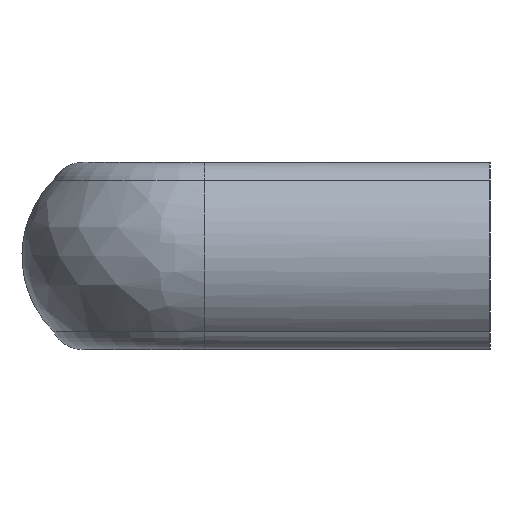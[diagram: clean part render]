
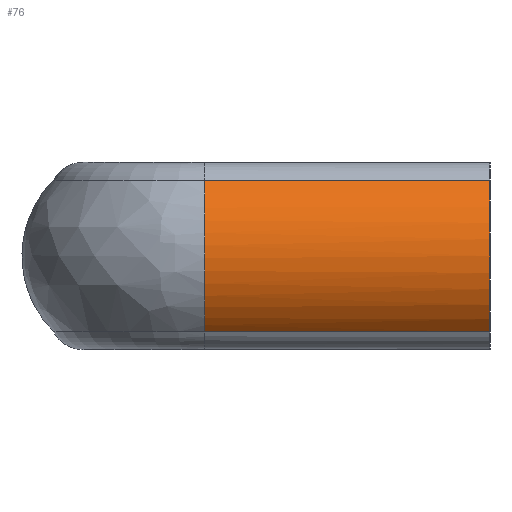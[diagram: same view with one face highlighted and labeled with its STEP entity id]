
A CAD part, left-side view. The second image highlights one B-rep face of the part: STEP entity #76.
In plain terms, the highlighted cylindrical face has radius 11.396 mm (diameter 22.793 mm), a partial arc.
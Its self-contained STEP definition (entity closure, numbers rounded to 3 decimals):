
#76 = ADVANCED_FACE( '', ( #163 ), #164, .T. );
#163 = FACE_OUTER_BOUND( '', #262, .T. );
#164 = CYLINDRICAL_SURFACE( '', #263, 11.396 );
#262 = EDGE_LOOP( '', ( #453, #454, #455, #456 ) );
#263 = AXIS2_PLACEMENT_3D( '', #457, #458, #459 );
#453 = ORIENTED_EDGE( '', *, *, #614, .T. );
#454 = ORIENTED_EDGE( '', *, *, #615, .F. );
#455 = ORIENTED_EDGE( '', *, *, #616, .F. );
#456 = ORIENTED_EDGE( '', *, *, #575, .T. );
#457 = CARTESIAN_POINT( '', ( 11.397, 0., 0. ) );
#458 = DIRECTION( '', ( 0., -1., 0. ) );
#459 = DIRECTION( '', ( 0., 0., 1. ) );
#575 = EDGE_CURVE( '', #661, #659, #662, .T. );
#614 = EDGE_CURVE( '', #659, #718, #719, .T. );
#615 = EDGE_CURVE( '', #720, #718, #721, .T. );
#616 = EDGE_CURVE( '', #661, #720, #722, .T. );
#659 = VERTEX_POINT( '', #785 );
#661 = VERTEX_POINT( '', #796 );
#662 = LINE( '', #797, #798 );
#718 = VERTEX_POINT( '', #925 );
#719 = B_SPLINE_CURVE_WITH_KNOTS( '', 3, ( #926, #927, #928, #929, #930, #931, #932, #933, #934, #935 ), .UNSPECIFIED., .F., .F., ( 4, 2, 2, 2, 4 ), ( 0., 0.25, 0.5, 0.75, 1. ), .UNSPECIFIED. );
#720 = VERTEX_POINT( '', #936 );
#721 = LINE( '', #937, #938 );
#722 = CIRCLE( '', #939, 11.396 );
#785 = CARTESIAN_POINT( '', ( 3.395, 30.5, 8.114 ) );
#796 = CARTESIAN_POINT( '', ( 3.395, 0., 8.114 ) );
#797 = CARTESIAN_POINT( '', ( 3.395, 0., 8.114 ) );
#798 = VECTOR( '', #1026, 1000. );
#925 = CARTESIAN_POINT( '', ( 3.395, 30.5, -8.115 ) );
#926 = CARTESIAN_POINT( '', ( 3.395, 30.5, 8.114 ) );
#927 = CARTESIAN_POINT( '', ( 2.323, 30.5, 7.057 ) );
#928 = CARTESIAN_POINT( '', ( 1.464, 30.5, 5.786 ) );
#929 = CARTESIAN_POINT( '', ( 0.303, 30.5, 3.009 ) );
#930 = CARTESIAN_POINT( '', ( 0.001, 30.5, 1.505 ) );
#931 = CARTESIAN_POINT( '', ( 0.001, 30.5, -1.505 ) );
#932 = CARTESIAN_POINT( '', ( 0.303, 30.5, -3.009 ) );
#933 = CARTESIAN_POINT( '', ( 1.464, 30.5, -5.786 ) );
#934 = CARTESIAN_POINT( '', ( 2.323, 30.5, -7.057 ) );
#935 = CARTESIAN_POINT( '', ( 3.395, 30.5, -8.114 ) );
#936 = CARTESIAN_POINT( '', ( 3.395, 0., -8.114 ) );
#937 = CARTESIAN_POINT( '', ( 3.395, 0., -8.114 ) );
#938 = VECTOR( '', #1071, 1000. );
#939 = AXIS2_PLACEMENT_3D( '', #1072, #1073, #1074 );
#1026 = DIRECTION( '', ( 0., 1., 0. ) );
#1071 = DIRECTION( '', ( 0., 1., 0. ) );
#1072 = CARTESIAN_POINT( '', ( 11.397, 0., 0. ) );
#1073 = DIRECTION( '', ( 0., -1., 0. ) );
#1074 = DIRECTION( '', ( 0., 0., 1. ) );
